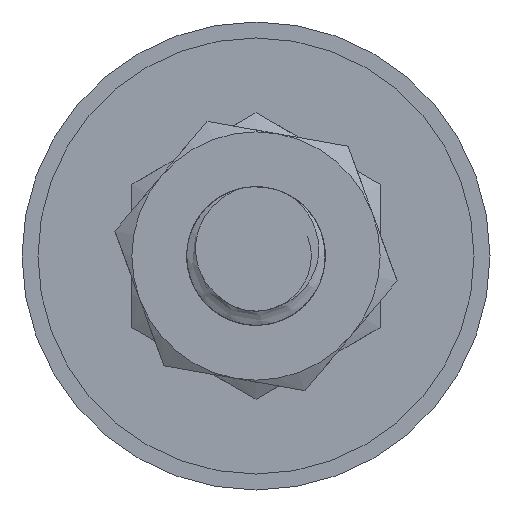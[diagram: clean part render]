
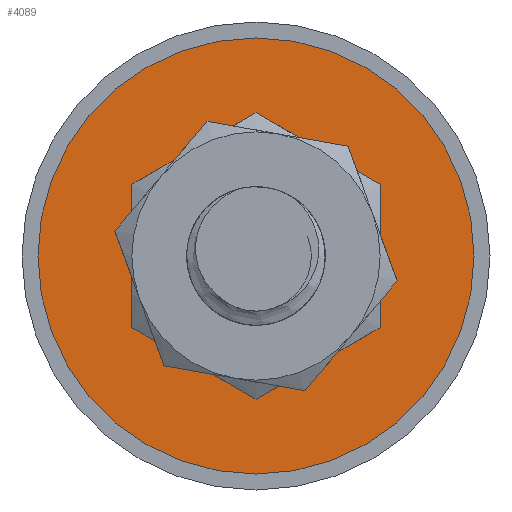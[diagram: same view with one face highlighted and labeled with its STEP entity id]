
A CAD part, front view. The second image highlights one B-rep face of the part: STEP entity #4089.
In plain terms, the highlighted planar face has unit normal (0, -1, 0).
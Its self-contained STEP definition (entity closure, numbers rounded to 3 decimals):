
#499=FACE_BOUND('',#922,.T.);
#525=PLANE('',#4520);
#654=FACE_OUTER_BOUND('',#921,.T.);
#921=EDGE_LOOP('',(#3084,#3085));
#922=EDGE_LOOP('',(#3086));
#1468=CIRCLE('',#4513,2.1);
#1469=CIRCLE('',#4515,6.15);
#1470=CIRCLE('',#4516,6.15);
#1685=VERTEX_POINT('',#7845);
#1686=VERTEX_POINT('',#7849);
#1687=VERTEX_POINT('',#7850);
#2185=EDGE_CURVE('',#1685,#1685,#1468,.T.);
#2187=EDGE_CURVE('',#1686,#1687,#1469,.T.);
#2188=EDGE_CURVE('',#1687,#1686,#1470,.T.);
#3084=ORIENTED_EDGE('',*,*,#2187,.T.);
#3085=ORIENTED_EDGE('',*,*,#2188,.T.);
#3086=ORIENTED_EDGE('',*,*,#2185,.T.);
#4089=ADVANCED_FACE('',(#654,#499),#525,.T.);
#4513=AXIS2_PLACEMENT_3D('',#7846,#5157,#5158);
#4515=AXIS2_PLACEMENT_3D('',#7851,#5162,#5163);
#4516=AXIS2_PLACEMENT_3D('',#7852,#5164,#5165);
#4520=AXIS2_PLACEMENT_3D('',#7859,#5173,#5174);
#5157=DIRECTION('center_axis',(0.,1.,0.));
#5158=DIRECTION('ref_axis',(1.,0.,0.));
#5162=DIRECTION('center_axis',(0.,-1.,0.));
#5163=DIRECTION('ref_axis',(1.,0.,0.));
#5164=DIRECTION('center_axis',(0.,-1.,0.));
#5165=DIRECTION('ref_axis',(1.,0.,0.));
#5173=DIRECTION('center_axis',(0.,-1.,0.));
#5174=DIRECTION('ref_axis',(1.,0.,0.));
#7845=CARTESIAN_POINT('',(-2.1,-6.9,0.));
#7846=CARTESIAN_POINT('Origin',(0.,-6.9,0.));
#7849=CARTESIAN_POINT('',(6.15,-6.9,0.));
#7850=CARTESIAN_POINT('',(-6.15,-6.9,0.));
#7851=CARTESIAN_POINT('Origin',(0.,-6.9,0.));
#7852=CARTESIAN_POINT('Origin',(0.,-6.9,0.));
#7859=CARTESIAN_POINT('Origin',(0.,-6.9,0.));
